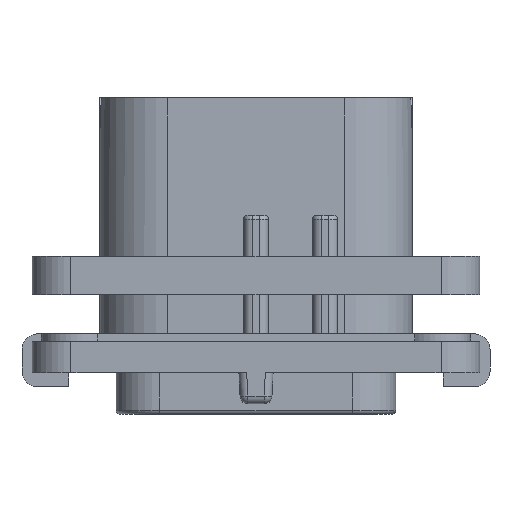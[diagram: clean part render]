
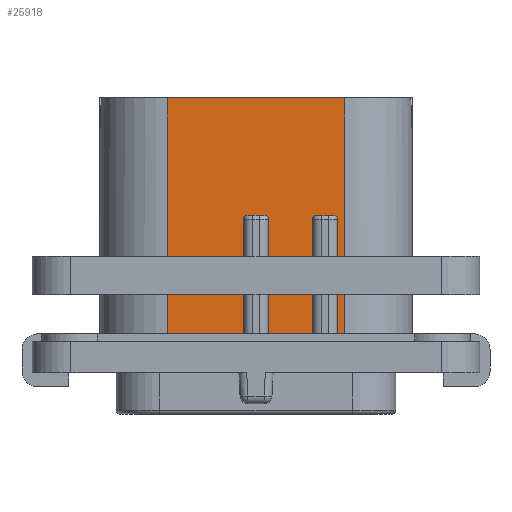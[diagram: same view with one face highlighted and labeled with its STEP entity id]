
A CAD part, front view. The second image highlights one B-rep face of the part: STEP entity #25918.
In plain terms, the highlighted planar face has unit normal (0, -1, 0).
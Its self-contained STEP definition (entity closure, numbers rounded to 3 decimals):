
#1176=DIRECTION('',(1.,0.,0.));
#1177=VECTOR('',#1176,11.4);
#1178=CARTESIAN_POINT('',(-5.7,-9.,17.67));
#1179=LINE('',#1178,#1177);
#5105=DIRECTION('',(1.,0.,0.));
#5106=VECTOR('',#5105,4.9);
#5107=CARTESIAN_POINT('',(-5.7,-9.,2.));
#5108=LINE('',#5107,#5106);
#5198=CARTESIAN_POINT('',(3.9,-9.,9.87));
#5199=DIRECTION('',(0.,1.,0.));
#5200=DIRECTION('',(-1.,0.,0.));
#5201=AXIS2_PLACEMENT_3D('',#5198,#5199,#5200);
#5233=DIRECTION('',(1.,0.,0.));
#5234=VECTOR('',#5233,2.85);
#5235=CARTESIAN_POINT('',(0.8,-9.,2.));
#5236=LINE('',#5235,#5234);
#5279=CARTESIAN_POINT('',(0.55,-9.,9.87));
#5280=DIRECTION('',(0.,1.,0.));
#5281=DIRECTION('',(0.,0.,1.));
#5282=AXIS2_PLACEMENT_3D('',#5279,#5280,#5281);
#5292=DIRECTION('',(0.,0.,1.));
#5293=VECTOR('',#5292,7.87);
#5294=CARTESIAN_POINT('',(5.25,-9.,2.));
#5295=LINE('',#5294,#5293);
#5296=DIRECTION('',(1.,0.,0.));
#5297=VECTOR('',#5296,1.1);
#5298=CARTESIAN_POINT('',(3.9,-9.,10.12));
#5299=LINE('',#5298,#5297);
#5300=DIRECTION('',(0.,0.,1.));
#5301=VECTOR('',#5300,7.87);
#5302=CARTESIAN_POINT('',(3.65,-9.,2.));
#5303=LINE('',#5302,#5301);
#5304=DIRECTION('',(0.,0.,1.));
#5305=VECTOR('',#5304,7.87);
#5306=CARTESIAN_POINT('',(0.8,-9.,2.));
#5307=LINE('',#5306,#5305);
#5308=DIRECTION('',(1.,0.,0.));
#5309=VECTOR('',#5308,1.1);
#5310=CARTESIAN_POINT('',(-0.55,-9.,10.12));
#5311=LINE('',#5310,#5309);
#5312=DIRECTION('',(0.,0.,1.));
#5313=VECTOR('',#5312,7.87);
#5314=CARTESIAN_POINT('',(-0.8,-9.,2.));
#5315=LINE('',#5314,#5313);
#5316=DIRECTION('',(0.,0.,-1.));
#5317=VECTOR('',#5316,15.67);
#5318=CARTESIAN_POINT('',(-5.7,-9.,17.67));
#5319=LINE('',#5318,#5317);
#5320=DIRECTION('',(0.,0.,-1.));
#5321=VECTOR('',#5320,15.67);
#5322=CARTESIAN_POINT('',(5.7,-9.,17.67));
#5323=LINE('',#5322,#5321);
#5337=CARTESIAN_POINT('',(5.,-9.,9.87));
#5338=DIRECTION('',(0.,1.,0.));
#5339=DIRECTION('',(0.,0.,1.));
#5340=AXIS2_PLACEMENT_3D('',#5337,#5338,#5339);
#5383=DIRECTION('',(1.,0.,0.));
#5384=VECTOR('',#5383,0.45);
#5385=CARTESIAN_POINT('',(5.25,-9.,2.));
#5386=LINE('',#5385,#5384);
#9035=CARTESIAN_POINT('',(-0.55,-9.,9.87));
#9036=DIRECTION('',(0.,1.,0.));
#9037=DIRECTION('',(-1.,0.,0.));
#9038=AXIS2_PLACEMENT_3D('',#9035,#9036,#9037);
#16007=CARTESIAN_POINT('',(-5.7,-9.,17.67));
#16008=CARTESIAN_POINT('',(-5.7,-9.,2.));
#16009=VERTEX_POINT('',#16007);
#16010=VERTEX_POINT('',#16008);
#16011=CARTESIAN_POINT('',(5.7,-9.,17.67));
#16012=CARTESIAN_POINT('',(5.7,-9.,2.));
#16013=VERTEX_POINT('',#16011);
#16014=VERTEX_POINT('',#16012);
#16161=CARTESIAN_POINT('',(-0.8,-9.,2.));
#16162=VERTEX_POINT('',#16161);
#16163=CARTESIAN_POINT('',(0.8,-9.,2.));
#16164=CARTESIAN_POINT('',(3.65,-9.,2.));
#16165=VERTEX_POINT('',#16163);
#16166=VERTEX_POINT('',#16164);
#16167=CARTESIAN_POINT('',(5.25,-9.,2.));
#16168=VERTEX_POINT('',#16167);
#18618=CARTESIAN_POINT('',(0.8,-9.,9.87));
#18620=VERTEX_POINT('',#18618);
#18622=CARTESIAN_POINT('',(0.55,-9.,10.12));
#18624=VERTEX_POINT('',#18622);
#18645=CARTESIAN_POINT('',(-0.55,-9.,10.12));
#18646=VERTEX_POINT('',#18645);
#18647=CARTESIAN_POINT('',(-0.8,-9.,9.87));
#18648=VERTEX_POINT('',#18647);
#18650=CARTESIAN_POINT('',(5.25,-9.,9.87));
#18652=VERTEX_POINT('',#18650);
#18654=CARTESIAN_POINT('',(5.,-9.,10.12));
#18656=VERTEX_POINT('',#18654);
#18657=CARTESIAN_POINT('',(3.9,-9.,10.12));
#18659=VERTEX_POINT('',#18657);
#18661=CARTESIAN_POINT('',(3.65,-9.,9.87));
#18663=VERTEX_POINT('',#18661);
#25890=CARTESIAN_POINT('',(-10.05,-9.,2.));
#25891=DIRECTION('',(0.,-1.,0.));
#25892=DIRECTION('',(1.,0.,0.));
#25893=AXIS2_PLACEMENT_3D('',#25890,#25891,#25892);
#25894=PLANE('',#25893);
#25896=ORIENTED_EDGE('',*,*,#25895,.T.);
#25898=ORIENTED_EDGE('',*,*,#25897,.F.);
#25899=ORIENTED_EDGE('',*,*,#25733,.F.);
#25900=ORIENTED_EDGE('',*,*,#25765,.F.);
#25901=ORIENTED_EDGE('',*,*,#25780,.F.);
#25902=ORIENTED_EDGE('',*,*,#25810,.F.);
#25903=ORIENTED_EDGE('',*,*,#25883,.T.);
#25904=ORIENTED_EDGE('',*,*,#25872,.F.);
#25905=ORIENTED_EDGE('',*,*,#25858,.F.);
#25907=ORIENTED_EDGE('',*,*,#25906,.F.);
#25909=ORIENTED_EDGE('',*,*,#25908,.F.);
#25910=ORIENTED_EDGE('',*,*,#25621,.F.);
#25911=ORIENTED_EDGE('',*,*,#20070,.F.);
#25912=ORIENTED_EDGE('',*,*,#20255,.T.);
#25913=ORIENTED_EDGE('',*,*,#20513,.T.);
#25915=ORIENTED_EDGE('',*,*,#25914,.F.);
#25916=EDGE_LOOP('',(#25896,#25898,#25899,#25900,#25901,#25902,#25903,#25904,
#25905,#25907,#25909,#25910,#25911,#25912,#25913,#25915));
#25917=FACE_OUTER_BOUND('',#25916,.F.);
#25918=ADVANCED_FACE('',(#25917),#25894,.T.);
#5202=CIRCLE('',#5201,0.25);
#5283=CIRCLE('',#5282,0.25);
#5341=CIRCLE('',#5340,0.25);
#9039=CIRCLE('',#9038,0.25);
#20070=EDGE_CURVE('',#16009,#16010,#5319,.T.);
#20255=EDGE_CURVE('',#16009,#16013,#1179,.T.);
#20513=EDGE_CURVE('',#16013,#16014,#5323,.T.);
#25621=EDGE_CURVE('',#16010,#16162,#5108,.T.);
#25733=EDGE_CURVE('',#18659,#18656,#5299,.T.);
#25765=EDGE_CURVE('',#18663,#18659,#5202,.T.);
#25780=EDGE_CURVE('',#16166,#18663,#5303,.T.);
#25810=EDGE_CURVE('',#16165,#16166,#5236,.T.);
#25858=EDGE_CURVE('',#18646,#18624,#5311,.T.);
#25872=EDGE_CURVE('',#18624,#18620,#5283,.T.);
#25883=EDGE_CURVE('',#16165,#18620,#5307,.T.);
#25895=EDGE_CURVE('',#16168,#18652,#5295,.T.);
#25897=EDGE_CURVE('',#18656,#18652,#5341,.T.);
#25906=EDGE_CURVE('',#18648,#18646,#9039,.T.);
#25908=EDGE_CURVE('',#16162,#18648,#5315,.T.);
#25914=EDGE_CURVE('',#16168,#16014,#5386,.T.);
